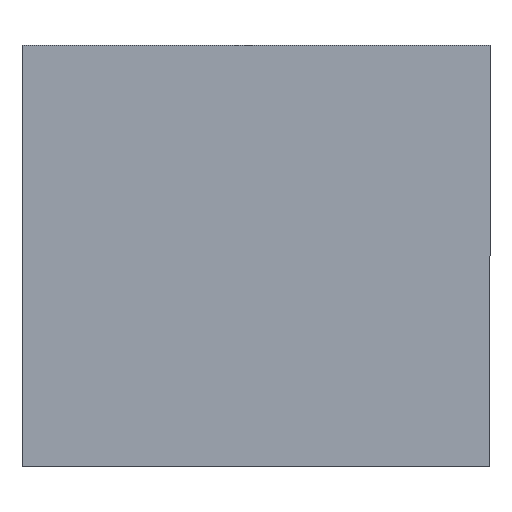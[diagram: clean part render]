
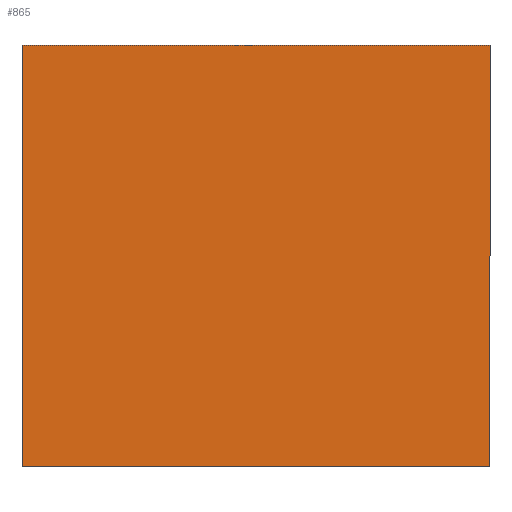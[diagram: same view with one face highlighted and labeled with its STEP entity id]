
A CAD part, top view. The second image highlights one B-rep face of the part: STEP entity #865.
In plain terms, the highlighted planar face has unit normal (0, 0, 1).
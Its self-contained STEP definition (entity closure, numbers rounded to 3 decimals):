
#5 = DIRECTION ( 'NONE',  ( 0., 1., 0. ) ) ;
#15 = VERTEX_POINT ( 'NONE', #755 ) ;
#17 = DIRECTION ( 'NONE',  ( -1., 0., 0. ) ) ;
#33 = DIRECTION ( 'NONE',  ( 1., 0., 0. ) ) ;
#52 = VECTOR ( 'NONE', #455, 1000. ) ;
#70 = DIRECTION ( 'NONE',  ( 1., 0., 0. ) ) ;
#82 = AXIS2_PLACEMENT_3D ( 'NONE', #653, #364, #70 ) ;
#100 = VECTOR ( 'NONE', #17, 1000. ) ;
#101 = ORIENTED_EDGE ( 'NONE', *, *, #170, .F. ) ;
#113 = CARTESIAN_POINT ( 'NONE',  ( 40., 62., 54. ) ) ;
#150 = LINE ( 'NONE', #671, #100 ) ;
#170 = EDGE_CURVE ( 'NONE', #889, #567, #764, .T. ) ;
#198 = LINE ( 'NONE', #875, #52 ) ;
#288 = CARTESIAN_POINT ( 'NONE',  ( -40., -10., 54. ) ) ;
#328 = EDGE_CURVE ( 'NONE', #578, #15, #198, .T. ) ;
#331 = CARTESIAN_POINT ( 'NONE',  ( -40., 62., 54. ) ) ;
#335 = EDGE_CURVE ( 'NONE', #15, #889, #150, .T. ) ;
#364 = DIRECTION ( 'NONE',  ( 0., 0., 1. ) ) ;
#382 = EDGE_LOOP ( 'NONE', ( #101, #811, #791, #592 ) ) ;
#455 = DIRECTION ( 'NONE',  ( 0., -1., 0. ) ) ;
#475 = EDGE_CURVE ( 'NONE', #567, #578, #857, .T. ) ;
#567 = VERTEX_POINT ( 'NONE', #331 ) ;
#575 = VECTOR ( 'NONE', #5, 1000. ) ;
#578 = VERTEX_POINT ( 'NONE', #113 ) ;
#586 = CARTESIAN_POINT ( 'NONE',  ( -40., -10., 54. ) ) ;
#592 = ORIENTED_EDGE ( 'NONE', *, *, #475, .F. ) ;
#608 = CARTESIAN_POINT ( 'NONE',  ( 40., 62., 54. ) ) ;
#653 = CARTESIAN_POINT ( 'NONE',  ( 0., 0., 54. ) ) ;
#666 = VECTOR ( 'NONE', #33, 1000. ) ;
#671 = CARTESIAN_POINT ( 'NONE',  ( 40., -10., 54. ) ) ;
#732 = PLANE ( 'NONE',  #82 ) ;
#755 = CARTESIAN_POINT ( 'NONE',  ( 40., -10., 54. ) ) ;
#764 = LINE ( 'NONE', #288, #575 ) ;
#791 = ORIENTED_EDGE ( 'NONE', *, *, #328, .F. ) ;
#811 = ORIENTED_EDGE ( 'NONE', *, *, #335, .F. ) ;
#836 = FACE_OUTER_BOUND ( 'NONE', #382, .T. ) ;
#857 = LINE ( 'NONE', #608, #666 ) ;
#865 = ADVANCED_FACE ( 'NONE', ( #836 ), #732, .T. ) ;
#875 = CARTESIAN_POINT ( 'NONE',  ( 40., -10., 54. ) ) ;
#889 = VERTEX_POINT ( 'NONE', #586 ) ;
